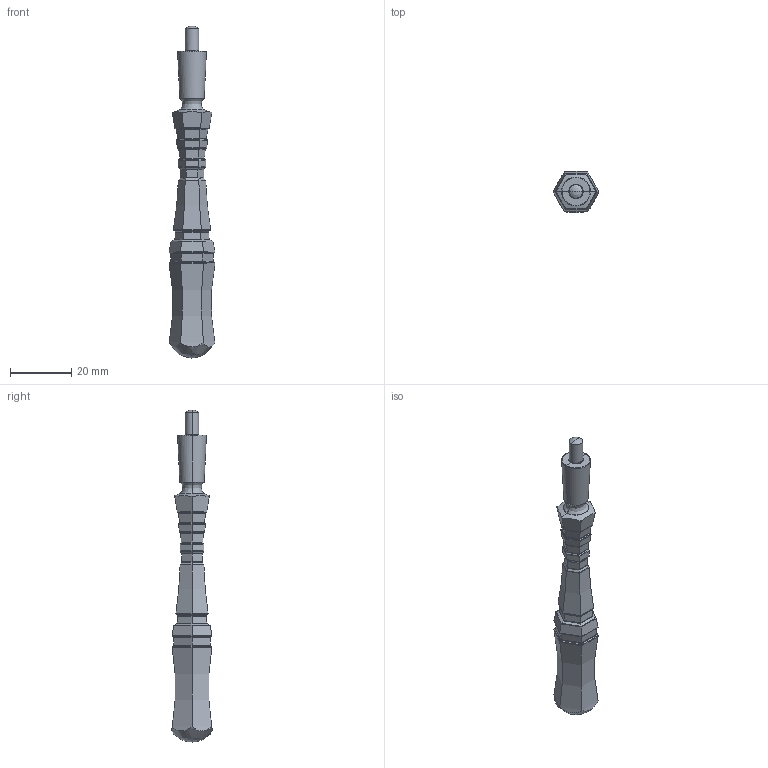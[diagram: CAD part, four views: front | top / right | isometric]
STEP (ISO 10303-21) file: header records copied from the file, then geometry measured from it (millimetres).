
FILE_DESCRIPTION(/* description */ (''),/* implementation_level */ '2;1');
FILE_NAME(/* name */ 'MANCHE~2',/* time_stamp */ '2018-01-10T18:18:38+01:00',/* author */ (''),/* organization */ (''),/* preprocessor_version */ 'ST-DEVELOPER v15',/* originating_system */ '',/* authorisation */ '');
FILE_SCHEMA (('AUTOMOTIVE_DESIGN'));
Length unit declared in the file: millimetre
Products named in the file (1): Document
Bounding box: 15.01 x 13.43 x 108.6 mm (x, y, z)
Volume: 8469.8 mm3; surface area: 3701.5 mm2
Topology: 1 solids, 1 shells, 268 faces, 544 edges, 274 vertices
Faces by surface type: bspline 154, plane 114
Entity records: 7135 total; most frequent: CARTESIAN_POINT 3696, ORIENTED_EDGE 1080, EDGE_CURVE 540, B_SPLINE_CURVE_WITH_KNOTS 374, VERTEX_POINT 274, ADVANCED_FACE 268, FACE_OUTER_BOUND 268, EDGE_LOOP 268
